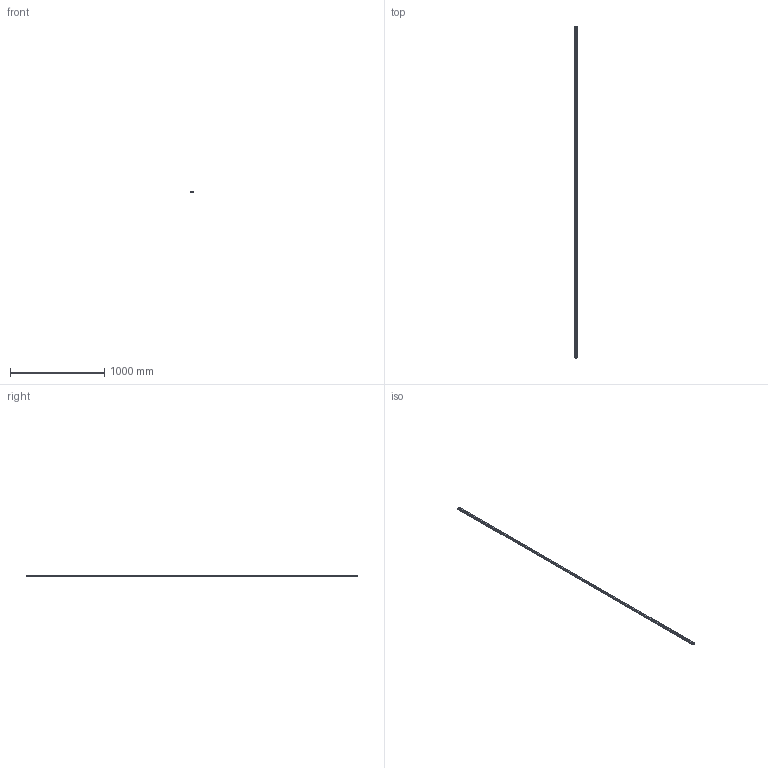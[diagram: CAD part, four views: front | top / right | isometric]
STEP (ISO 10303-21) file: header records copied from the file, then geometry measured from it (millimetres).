
FILE_DESCRIPTION(('STEP AP214'),'1');
FILE_NAME('cctmp_178A9891-900E-43C2-B58C-684881769BB2_2021_02_09_16_45_42_0744..stp','2021-02-09T15:45:43',('HIWIN GmbH'),('CADClick - www.CADClick.com'),'Spatial InterOp 3D',' ','unknown authorization');
FILE_SCHEMA(('AUTOMOTIVE_DESIGN'));
Length unit declared in the file: millimetre
Products named in the file (1): EGR25R3530C_FILE
Bounding box: 23 x 3530 x 18 mm (x, y, z)
Volume: 1213922.8 mm3; surface area: 327977.9 mm2
Topology: 1 solids, 1 shells, 813 faces, 2067 edges, 1378 vertices
Faces by surface type: plane 439, cylinder 374
Entity records: 31729 total; most frequent: DIRECTION 4915, CARTESIAN_POINT 4259, ORIENTED_EDGE 4134, EDGE_CURVE 2067, AXIS2_PLACEMENT_3D 2034, VERTEX_POINT 1378, CIRCLE 984, EDGE_LOOP 935
